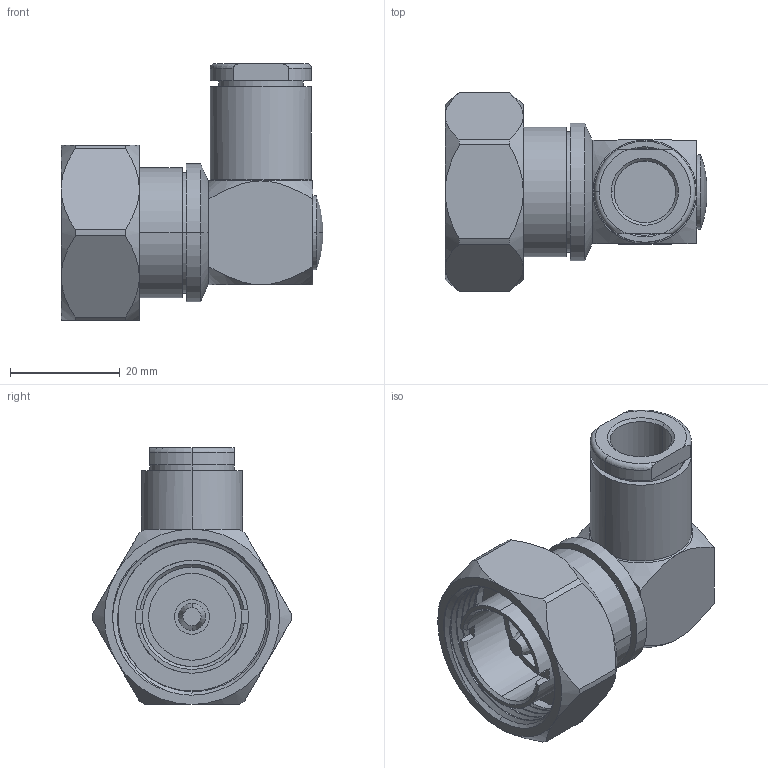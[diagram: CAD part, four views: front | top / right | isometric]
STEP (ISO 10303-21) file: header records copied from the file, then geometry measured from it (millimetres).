
FILE_DESCRIPTION (( 'STEP AP203' ), '1' );
FILE_NAME ('PE44280.step', '2018-06-06T23:06:26', ( '' ), ( '' ), 'SwSTEP 2.0', 'SolidWorks 2017', '' );
FILE_SCHEMA (( 'CONFIG_CONTROL_DESIGN' ));
Length unit declared in the file: inch
Products named in the file (1): PE44280
Bounding box: 47.78 x 36.32 x 46.91 mm (x, y, z)
Volume: 22635.2 mm3; surface area: 10985.3 mm2
Topology: 1 solids, 1 shells, 150 faces, 364 edges, 227 vertices
Faces by surface type: plane 52, cylinder 49, cone 36, torus 7, bspline 6
Entity records: 5870 total; most frequent: CARTESIAN_POINT 2380, ORIENTED_EDGE 724, DIRECTION 714, EDGE_CURVE 362, AXIS2_PLACEMENT_3D 294, VERTEX_POINT 227, EDGE_LOOP 163, FACE_OUTER_BOUND 150
